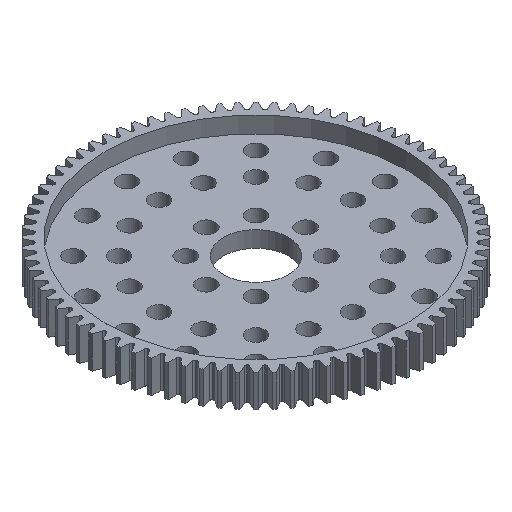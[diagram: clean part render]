
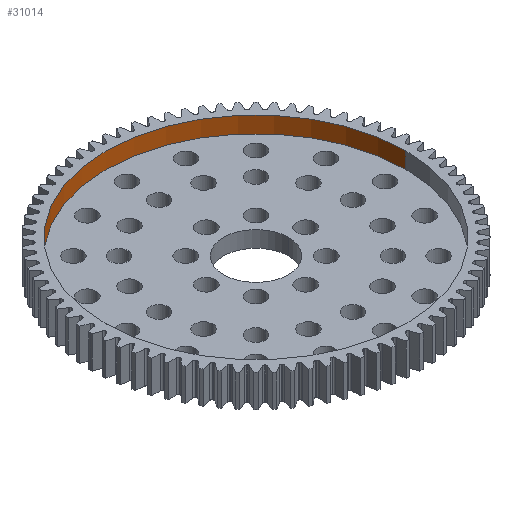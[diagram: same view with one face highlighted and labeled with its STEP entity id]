
A CAD part, isometric view. The second image highlights one B-rep face of the part: STEP entity #31014.
In plain terms, the highlighted cylindrical face has radius 29.488 mm (diameter 58.976 mm), a partial arc.
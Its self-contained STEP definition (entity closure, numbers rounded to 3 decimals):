
#129 = VERTEX_POINT ( 'NONE', #28773 ) ;
#1169 = CARTESIAN_POINT ( 'NONE',  ( 29.488, 0., 3.175 ) ) ;
#1924 = ORIENTED_EDGE ( 'NONE', *, *, #23132, .F. ) ;
#4138 = CARTESIAN_POINT ( 'NONE',  ( 0., 0., 3.175 ) ) ;
#4407 = ORIENTED_EDGE ( 'NONE', *, *, #32519, .T. ) ;
#6628 = CARTESIAN_POINT ( 'NONE',  ( 0., 0., 3.175 ) ) ;
#6781 = DIRECTION ( 'NONE',  ( 0., 0., 1. ) ) ;
#6896 = CIRCLE ( 'NONE', #25998, 29.488 ) ;
#7159 = CIRCLE ( 'NONE', #11008, 29.488 ) ;
#9250 = EDGE_CURVE ( 'NONE', #31024, #27900, #6896, .T. ) ;
#9429 = VERTEX_POINT ( 'NONE', #29301 ) ;
#9978 = VECTOR ( 'NONE', #30503, 1000. ) ;
#10403 = CARTESIAN_POINT ( 'NONE',  ( -29.488, 0., 3.175 ) ) ;
#11008 = AXIS2_PLACEMENT_3D ( 'NONE', #19835, #33209, #11497 ) ;
#11497 = DIRECTION ( 'NONE',  ( 1., 0., 0. ) ) ;
#11821 = DIRECTION ( 'NONE',  ( 0., 0., 1. ) ) ;
#12142 = ORIENTED_EDGE ( 'NONE', *, *, #9250, .F. ) ;
#12193 = CARTESIAN_POINT ( 'NONE',  ( 29.488, 0., 3.175 ) ) ;
#12758 = ORIENTED_EDGE ( 'NONE', *, *, #24678, .T. ) ;
#14662 = VECTOR ( 'NONE', #6781, 1000. ) ;
#19835 = CARTESIAN_POINT ( 'NONE',  ( 0., 0., 6.35 ) ) ;
#20159 = LINE ( 'NONE', #33600, #14662 ) ;
#21516 = CYLINDRICAL_SURFACE ( 'NONE', #34825, 29.488 ) ;
#22110 = EDGE_LOOP ( 'NONE', ( #1924, #12142, #12758, #4407 ) ) ;
#23132 = EDGE_CURVE ( 'NONE', #27900, #129, #20159, .T. ) ;
#23207 = FACE_OUTER_BOUND ( 'NONE', #22110, .T. ) ;
#24678 = EDGE_CURVE ( 'NONE', #31024, #9429, #24681, .T. ) ;
#24681 = LINE ( 'NONE', #1169, #9978 ) ;
#25998 = AXIS2_PLACEMENT_3D ( 'NONE', #4138, #28364, #33802 ) ;
#27900 = VERTEX_POINT ( 'NONE', #10403 ) ;
#28364 = DIRECTION ( 'NONE',  ( 0., 0., 1. ) ) ;
#28773 = CARTESIAN_POINT ( 'NONE',  ( -29.488, 0., 6.35 ) ) ;
#29301 = CARTESIAN_POINT ( 'NONE',  ( 29.488, 0., 6.35 ) ) ;
#30503 = DIRECTION ( 'NONE',  ( 0., 0., 1. ) ) ;
#30625 = DIRECTION ( 'NONE',  ( 1., 0., 0. ) ) ;
#31014 = ADVANCED_FACE ( 'NONE', ( #23207 ), #21516, .F. ) ;
#31024 = VERTEX_POINT ( 'NONE', #12193 ) ;
#32519 = EDGE_CURVE ( 'NONE', #9429, #129, #7159, .T. ) ;
#33209 = DIRECTION ( 'NONE',  ( 0., 0., 1. ) ) ;
#33600 = CARTESIAN_POINT ( 'NONE',  ( -29.488, 0., 3.175 ) ) ;
#33802 = DIRECTION ( 'NONE',  ( 1., 0., 0. ) ) ;
#34825 = AXIS2_PLACEMENT_3D ( 'NONE', #6628, #11821, #30625 ) ;
